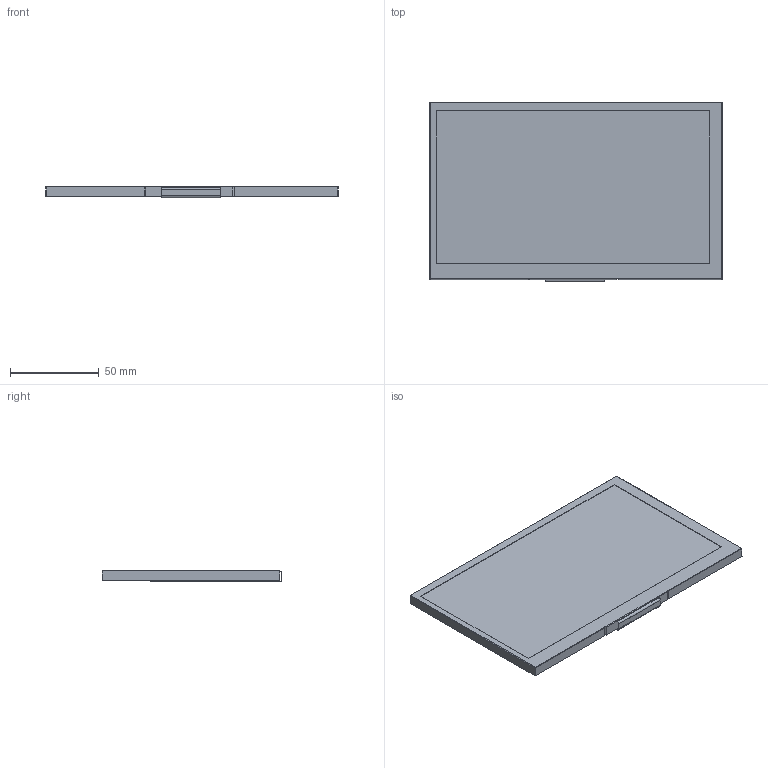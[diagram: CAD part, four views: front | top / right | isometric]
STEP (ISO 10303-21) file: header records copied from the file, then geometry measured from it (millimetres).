
FILE_DESCRIPTION(/* description */ (''),/* implementation_level */ '2;1');
FILE_NAME(/* name */ 'STANDARD 7''''RVT70HSTNWN00_Rev.1.0.stp',/* time_stamp */ '2020-09-21T12:48:31+02:00',/* author */ ('Mateusz Natywa'),/* organization */ (''),/* preprocessor_version */ 'ST-DEVELOPER v17',/* originating_system */ 'Autodesk Inventor 2019',/* authorisation */ '');
FILE_SCHEMA (('AUTOMOTIVE_DESIGN { 1 0 10303 214 3 1 1 }'));
Length unit declared in the file: millimetre
Products named in the file (3): TFT; DISP; FPC
Assembly tree (2 placements, depth 2):
  TFT
    DISP
    FPC
Bounding box: 164.9 x 101.32 x 6.42 mm (x, y, z)
Volume: 90178.2 mm3; surface area: 40797.1 mm2
Topology: 2 solids, 2 shells, 253 faces, 736 edges, 484 vertices
Faces by surface type: plane 231, cylinder 18, bspline 4
Entity records: 8465 total; most frequent: CARTESIAN_POINT 1622, ORIENTED_EDGE 1464, DIRECTION 1268, EDGE_CURVE 732, LINE 696, VECTOR 696, VERTEX_POINT 484, AXIS2_PLACEMENT_3D 286
